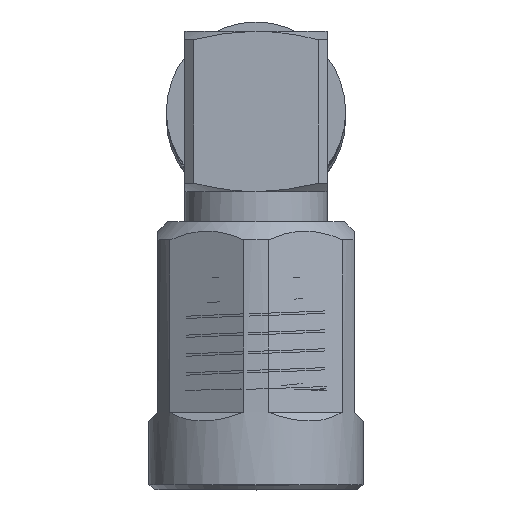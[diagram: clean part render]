
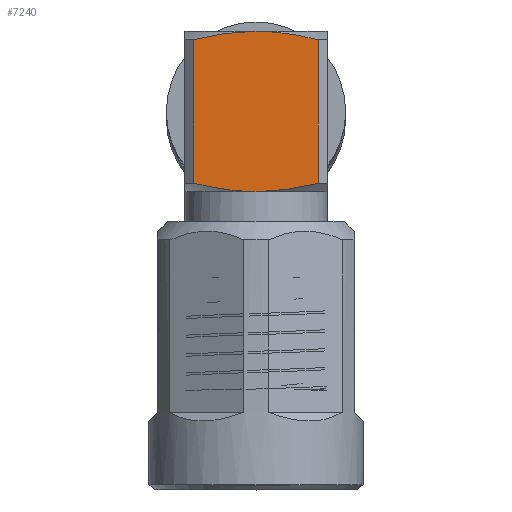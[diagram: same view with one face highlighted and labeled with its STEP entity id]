
A CAD part, top view. The second image highlights one B-rep face of the part: STEP entity #7240.
In plain terms, the highlighted face is planar.
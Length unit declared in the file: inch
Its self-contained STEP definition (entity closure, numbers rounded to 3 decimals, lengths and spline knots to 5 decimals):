
#205 = B_SPLINE_CURVE_WITH_KNOTS ( 'NONE', 3,
 ( #9161, #13637, #10300, #857, #3358, #900 ),
 .UNSPECIFIED., .F., .F.,
 ( 4, 2, 4 ),
 ( 0.00486, 0.00664, 0.00841 ),
 .UNSPECIFIED. ) ;
#398 = CARTESIAN_POINT ( 'NONE',  ( -0.15343, 0.1575, -0.13748 ) ) ;
#674 = CARTESIAN_POINT ( 'NONE',  ( 0.1584, 0.1575, -0.13748 ) ) ;
#745 = CARTESIAN_POINT ( 'NONE',  ( 0.17717, 0.1575, 0. ) ) ;
#857 = CARTESIAN_POINT ( 'NONE',  ( 0.17526, 0.1575, -0.04602 ) ) ;
#872 = VECTOR ( 'NONE', #7087, 39.37008 ) ;
#900 = CARTESIAN_POINT ( 'NONE',  ( 0.17717, 0.1575, 0. ) ) ;
#1479 = B_SPLINE_CURVE_WITH_KNOTS ( 'NONE', 3,
 ( #9621, #9671, #10845, #2688, #4925, #12000 ),
 .UNSPECIFIED., .F., .F.,
 ( 4, 2, 4 ),
 ( 0.00841, 0.01018, 0.01195 ),
 .UNSPECIFIED. ) ;
#1694 = CARTESIAN_POINT ( 'NONE',  ( -0.17717, 0.1575, 0.15748 ) ) ;
#1737 = CARTESIAN_POINT ( 'NONE',  ( 0.1584, 0.1575, 0.13748 ) ) ;
#2081 = CARTESIAN_POINT ( 'NONE',  ( -0.17717, 0.1575, 0.02292 ) ) ;
#2184 = CARTESIAN_POINT ( 'NONE',  ( -0.1584, 0.1575, 0.13748 ) ) ;
#2221 = VERTEX_POINT ( 'NONE', #1737 ) ;
#2453 = B_SPLINE_CURVE_WITH_KNOTS ( 'NONE', 3,
 ( #6693, #3261, #7867, #5541, #2081, #12441 ),
 .UNSPECIFIED., .F., .F.,
 ( 4, 2, 4 ),
 ( 0.01867, 0.02044, 0.0222 ),
 .UNSPECIFIED. ) ;
#2518 = ORIENTED_EDGE ( 'NONE', *, *, #8620, .T. ) ;
#2688 = CARTESIAN_POINT ( 'NONE',  ( 0.16854, 0.1575, 0.09207 ) ) ;
#3261 = CARTESIAN_POINT ( 'NONE',  ( -0.16379, 0.1575, 0.11493 ) ) ;
#3358 = CARTESIAN_POINT ( 'NONE',  ( 0.17717, 0.1575, -0.02305 ) ) ;
#4385 = FACE_OUTER_BOUND ( 'NONE', #10975, .T. ) ;
#4884 = ORIENTED_EDGE ( 'NONE', *, *, #6180, .F. ) ;
#4925 = CARTESIAN_POINT ( 'NONE',  ( 0.16379, 0.1575, 0.11493 ) ) ;
#5152 = DIRECTION ( 'NONE',  ( 0., -1., 0. ) ) ;
#5541 = CARTESIAN_POINT ( 'NONE',  ( -0.17528, 0.1575, 0.04593 ) ) ;
#6028 = VERTEX_POINT ( 'NONE', #14657 ) ;
#6180 = EDGE_CURVE ( 'NONE', #10400, #2221, #1479, .T. ) ;
#6693 = CARTESIAN_POINT ( 'NONE',  ( -0.1584, 0.1575, 0.13748 ) ) ;
#7087 = DIRECTION ( 'NONE',  ( 1., 0., 0. ) ) ;
#7240 = ADVANCED_FACE ( 'NONE', ( #4385 ), #8682, .F. ) ;
#7270 = VECTOR ( 'NONE', #9740, 39.37008 ) ;
#7549 = ORIENTED_EDGE ( 'NONE', *, *, #8211, .T. ) ;
#7867 = CARTESIAN_POINT ( 'NONE',  ( -0.16854, 0.1575, 0.09207 ) ) ;
#8211 = EDGE_CURVE ( 'NONE', #13679, #6028, #10900, .T. ) ;
#8364 = EDGE_CURVE ( 'NONE', #13679, #10400, #205, .T. ) ;
#8440 = EDGE_CURVE ( 'NONE', #11662, #14504, #2453, .T. ) ;
#8530 = ORIENTED_EDGE ( 'NONE', *, *, #8440, .F. ) ;
#8620 = EDGE_CURVE ( 'NONE', #11662, #2221, #14343, .T. ) ;
#8682 = PLANE ( 'NONE',  #11457 ) ;
#9161 = CARTESIAN_POINT ( 'NONE',  ( 0.1584, 0.1575, -0.13748 ) ) ;
#9621 = CARTESIAN_POINT ( 'NONE',  ( 0.17717, 0.1575, 0. ) ) ;
#9671 = CARTESIAN_POINT ( 'NONE',  ( 0.17717, 0.1575, 0.02292 ) ) ;
#9740 = DIRECTION ( 'NONE',  ( -1., 0., 0. ) ) ;
#9800 = B_SPLINE_CURVE_WITH_KNOTS ( 'NONE', 3,
 ( #11520, #12683, #12506, #13658, #12549, #14822 ),
 .UNSPECIFIED., .F., .F.,
 ( 4, 2, 4 ),
 ( 0.0222, 0.02397, 0.02574 ),
 .UNSPECIFIED. ) ;
#10212 = ORIENTED_EDGE ( 'NONE', *, *, #8364, .F. ) ;
#10300 = CARTESIAN_POINT ( 'NONE',  ( 0.16857, 0.1575, -0.09184 ) ) ;
#10400 = VERTEX_POINT ( 'NONE', #745 ) ;
#10845 = CARTESIAN_POINT ( 'NONE',  ( 0.17528, 0.1575, 0.04593 ) ) ;
#10900 = LINE ( 'NONE', #398, #7270 ) ;
#10975 = EDGE_LOOP ( 'NONE', ( #10212, #7549, #12940, #8530, #2518, #4884 ) ) ;
#11089 = EDGE_CURVE ( 'NONE', #14504, #6028, #9800, .T. ) ;
#11457 = AXIS2_PLACEMENT_3D ( 'NONE', #1694, #5152, #14459 ) ;
#11520 = CARTESIAN_POINT ( 'NONE',  ( -0.17717, 0.1575, 0. ) ) ;
#11662 = VERTEX_POINT ( 'NONE', #2184 ) ;
#12000 = CARTESIAN_POINT ( 'NONE',  ( 0.1584, 0.1575, 0.13748 ) ) ;
#12222 = CARTESIAN_POINT ( 'NONE',  ( -0.17717, 0.1575, 0. ) ) ;
#12441 = CARTESIAN_POINT ( 'NONE',  ( -0.17717, 0.1575, 0. ) ) ;
#12506 = CARTESIAN_POINT ( 'NONE',  ( -0.17526, 0.1575, -0.04602 ) ) ;
#12549 = CARTESIAN_POINT ( 'NONE',  ( -0.16384, 0.1575, -0.11474 ) ) ;
#12683 = CARTESIAN_POINT ( 'NONE',  ( -0.17717, 0.1575, -0.02305 ) ) ;
#12864 = CARTESIAN_POINT ( 'NONE',  ( -0.17717, 0.1575, 0.13748 ) ) ;
#12940 = ORIENTED_EDGE ( 'NONE', *, *, #11089, .F. ) ;
#13637 = CARTESIAN_POINT ( 'NONE',  ( 0.16384, 0.1575, -0.11474 ) ) ;
#13658 = CARTESIAN_POINT ( 'NONE',  ( -0.16857, 0.1575, -0.09184 ) ) ;
#13679 = VERTEX_POINT ( 'NONE', #674 ) ;
#14343 = LINE ( 'NONE', #12864, #872 ) ;
#14459 = DIRECTION ( 'NONE',  ( 0., 0., -1. ) ) ;
#14504 = VERTEX_POINT ( 'NONE', #12222 ) ;
#14657 = CARTESIAN_POINT ( 'NONE',  ( -0.1584, 0.1575, -0.13748 ) ) ;
#14822 = CARTESIAN_POINT ( 'NONE',  ( -0.1584, 0.1575, -0.13748 ) ) ;
